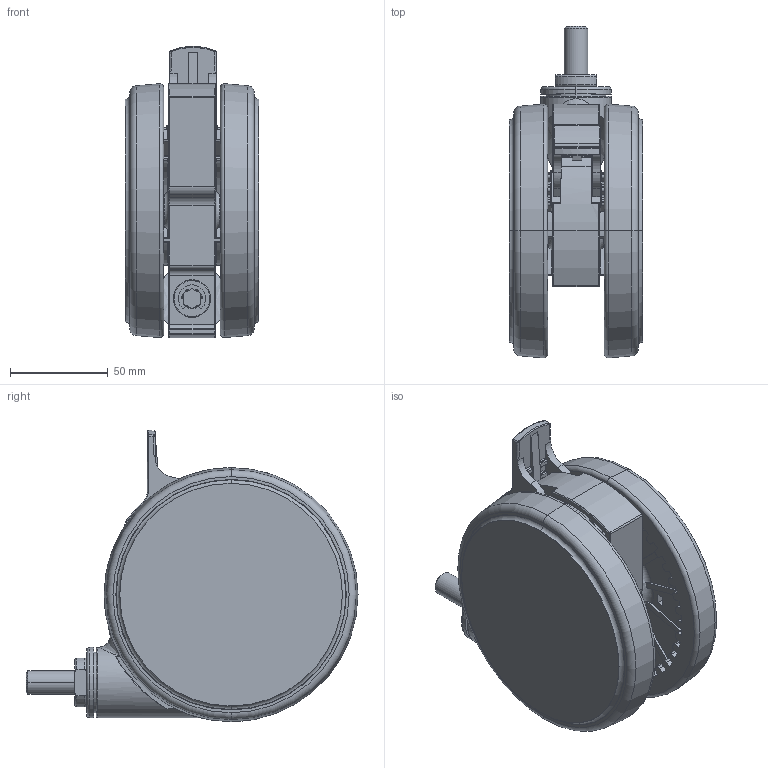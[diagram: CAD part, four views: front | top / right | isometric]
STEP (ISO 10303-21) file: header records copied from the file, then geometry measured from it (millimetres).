
FILE_DESCRIPTION (( 'STEP AP214' ), '1' );
FILE_NAME ('TCA-FZW130N12S.STEP', '2016-08-05T05:16:47', ( '' ), ( '' ), 'SwSTEP 2.0', 'SolidWorks 2015', '' );
FILE_SCHEMA (( 'AUTOMOTIVE_DESIGN' ));
Length unit declared in the file: millimetre
Products named in the file (2): caster; TCA-FZW130N12S
Assembly tree (1 placements, depth 2):
  TCA-FZW130N12S
    caster
Bounding box: 68.2 x 169.99 x 149.11 mm (x, y, z)
Volume: 514061.9 mm3; surface area: 192871.2 mm2
Topology: 1 solids, 7 shells, 2579 faces, 6729 edges, 4160 vertices
Faces by surface type: cylinder 1112, plane 767, torus 594, sphere 46, bspline 31, cone 29
Entity records: 81516 total; most frequent: CARTESIAN_POINT 16131, DIRECTION 15018, ORIENTED_EDGE 13346, EDGE_CURVE 6673, AXIS2_PLACEMENT_3D 6034, VERTEX_POINT 4146, CIRCLE 3482, VECTOR 2950
